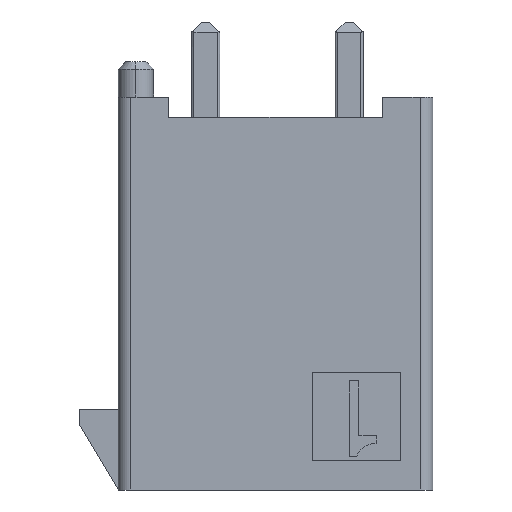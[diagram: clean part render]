
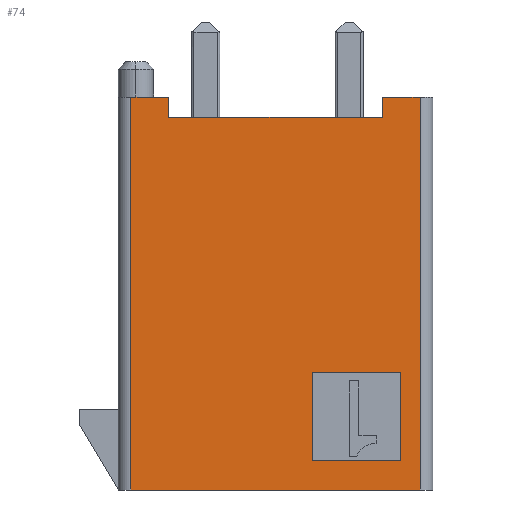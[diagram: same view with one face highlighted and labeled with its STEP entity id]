
A CAD part, left-side view. The second image highlights one B-rep face of the part: STEP entity #74.
In plain terms, the highlighted planar face has unit normal (-1, 0, 0).
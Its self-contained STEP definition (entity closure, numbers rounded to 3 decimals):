
#74=ADVANCED_FACE('',(#274,#275),#276,.F.);
#274=FACE_OUTER_BOUND('',#645,.T.);
#275=FACE_BOUND('',#646,.T.);
#276=PLANE('',#647);
#645=EDGE_LOOP('',(#1107,#1108,#1109,#1110,#1111,#1112,#1113,#1114));
#646=EDGE_LOOP('',(#1115,#1116,#1117,#1118));
#647=AXIS2_PLACEMENT_3D('',#1119,#1120,#1121);
#1107=ORIENTED_EDGE('',*,*,#2576,.T.);
#1108=ORIENTED_EDGE('',*,*,#2545,.F.);
#1109=ORIENTED_EDGE('',*,*,#2575,.F.);
#1110=ORIENTED_EDGE('',*,*,#2577,.T.);
#1111=ORIENTED_EDGE('',*,*,#2578,.T.);
#1112=ORIENTED_EDGE('',*,*,#2555,.F.);
#1113=ORIENTED_EDGE('',*,*,#2579,.F.);
#1114=ORIENTED_EDGE('',*,*,#2580,.F.);
#1115=ORIENTED_EDGE('',*,*,#2581,.T.);
#1116=ORIENTED_EDGE('',*,*,#2582,.T.);
#1117=ORIENTED_EDGE('',*,*,#2583,.T.);
#1118=ORIENTED_EDGE('',*,*,#2584,.T.);
#1119=CARTESIAN_POINT('',(-25.548,-3.281,-17.37));
#1120=DIRECTION('',(1.0,0.0,0.0));
#1121=DIRECTION('',(0.0,1.0,0.0));
#2545=EDGE_CURVE('',#3083,#3084,#3085,.T.);
#2555=EDGE_CURVE('',#3101,#3103,#3104,.T.);
#2575=EDGE_CURVE('',#3136,#3083,#3138,.T.);
#2576=EDGE_CURVE('',#3139,#3084,#3140,.T.);
#2577=EDGE_CURVE('',#3136,#3141,#3142,.T.);
#2578=EDGE_CURVE('',#3141,#3103,#3143,.T.);
#2579=EDGE_CURVE('',#3144,#3101,#3145,.T.);
#2580=EDGE_CURVE('',#3139,#3144,#3146,.T.);
#2581=EDGE_CURVE('',#3147,#3148,#3149,.T.);
#2582=EDGE_CURVE('',#3148,#3150,#3151,.T.);
#2583=EDGE_CURVE('',#3150,#3152,#3153,.T.);
#2584=EDGE_CURVE('',#3152,#3147,#3154,.T.);
#3083=VERTEX_POINT('',#3939);
#3084=VERTEX_POINT('',#3940);
#3085=LINE('',#3941,#3942);
#3101=VERTEX_POINT('',#3965);
#3103=VERTEX_POINT('',#3968);
#3104=LINE('',#3969,#3970);
#3136=VERTEX_POINT('',#4017);
#3138=LINE('',#4019,#4020);
#3139=VERTEX_POINT('',#4021);
#3140=LINE('',#4022,#4023);
#3141=VERTEX_POINT('',#4024);
#3142=LINE('',#4025,#4026);
#3143=LINE('',#4027,#4028);
#3144=VERTEX_POINT('',#4029);
#3145=LINE('',#4030,#4031);
#3146=LINE('',#4032,#4033);
#3147=VERTEX_POINT('',#4034);
#3148=VERTEX_POINT('',#4035);
#3149=LINE('',#4036,#4037);
#3150=VERTEX_POINT('',#4038);
#3151=LINE('',#4039,#4040);
#3152=VERTEX_POINT('',#4041);
#3153=LINE('',#4042,#4043);
#3154=LINE('',#4044,#4045);
#3939=CARTESIAN_POINT('',(-25.548,8.2,13.454));
#3940=CARTESIAN_POINT('',(-25.548,6.7,13.454));
#3941=CARTESIAN_POINT('',(-25.548,8.2,13.454));
#3942=VECTOR('',#5251,1.5);
#3965=CARTESIAN_POINT('',(-25.548,-1.784,13.454));
#3968=CARTESIAN_POINT('',(-25.548,-3.284,13.454));
#3969=CARTESIAN_POINT('',(-25.548,-1.784,13.454));
#3970=VECTOR('',#5263,1.5);
#4017=CARTESIAN_POINT('',(-25.548,8.2,-2.146));
#4019=CARTESIAN_POINT('',(-25.548,8.2,-2.146));
#4020=VECTOR('',#5294,15.6);
#4021=CARTESIAN_POINT('',(-25.548,6.7,12.654));
#4022=CARTESIAN_POINT('',(-25.548,6.7,12.654));
#4023=VECTOR('',#5295,0.8);
#4024=CARTESIAN_POINT('',(-25.548,-3.284,-2.146));
#4025=CARTESIAN_POINT('',(-25.548,8.2,-2.146));
#4026=VECTOR('',#5296,11.484);
#4027=CARTESIAN_POINT('',(-25.548,-3.284,-2.146));
#4028=VECTOR('',#5297,15.6);
#4029=CARTESIAN_POINT('',(-25.548,-1.784,12.654));
#4030=CARTESIAN_POINT('',(-25.548,-1.784,12.654));
#4031=VECTOR('',#5298,0.8);
#4032=CARTESIAN_POINT('',(-25.548,6.7,12.654));
#4033=VECTOR('',#5299,8.484);
#4034=CARTESIAN_POINT('',(-25.548,-2.512,-0.986));
#4035=CARTESIAN_POINT('',(-25.548,0.988,-0.986));
#4036=CARTESIAN_POINT('',(-25.548,-2.512,-0.986));
#4037=VECTOR('',#5300,3.5);
#4038=CARTESIAN_POINT('',(-25.548,0.988,2.514));
#4039=CARTESIAN_POINT('',(-25.548,0.988,-0.986));
#4040=VECTOR('',#5301,3.5);
#4041=CARTESIAN_POINT('',(-25.548,-2.512,2.514));
#4042=CARTESIAN_POINT('',(-25.548,0.988,2.514));
#4043=VECTOR('',#5302,3.5);
#4044=CARTESIAN_POINT('',(-25.548,-2.512,2.514));
#4045=VECTOR('',#5303,3.5);
#5251=DIRECTION('',(0.0,-1.0,0.0));
#5263=DIRECTION('',(0.0,-1.0,0.0));
#5294=DIRECTION('',(0.0,0.,1.0));
#5295=DIRECTION('',(0.0,0.0,1.0));
#5296=DIRECTION('',(0.0,-1.0,0.0));
#5297=DIRECTION('',(0.0,0.,1.0));
#5298=DIRECTION('',(0.0,0.0,1.0));
#5299=DIRECTION('',(0.0,-1.0,0.0));
#5300=DIRECTION('',(0.0,1.0,0.0));
#5301=DIRECTION('',(0.,0.0,1.0));
#5302=DIRECTION('',(0.0,-1.0,0.0));
#5303=DIRECTION('',(0.,0.0,-1.0));
